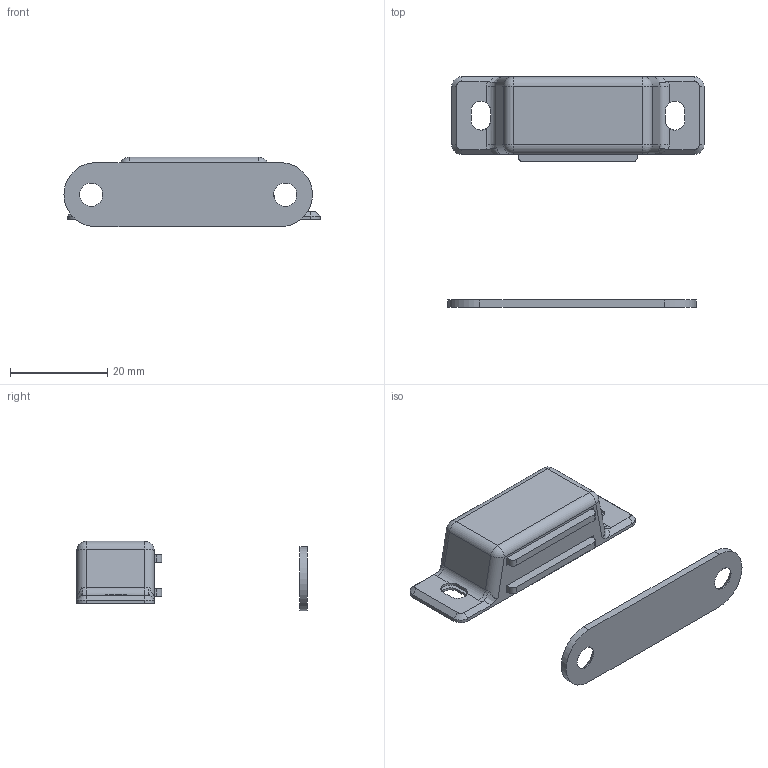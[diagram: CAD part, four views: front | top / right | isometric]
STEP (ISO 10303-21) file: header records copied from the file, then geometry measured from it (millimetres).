
FILE_DESCRIPTION(/* description */ (''),/* implementation_level */ '2;1');
FILE_NAME(/* name */ 'DR_B-MS40.stp',/* time_stamp */ '2024-07-03T14:55:59+09:00',/* author */ ('user'),/* organization */ (''),/* preprocessor_version */ 'ST-DEVELOPER v15.6',/* originating_system */ 'Autodesk Inventor 2015',/* authorisation */ '');
FILE_SCHEMA (('AUTOMOTIVE_DESIGN { 1 0 10303 214 3 1 1 }'));
Length unit declared in the file: millimetre
Products named in the file (3): B-MS40; DR_B-MS40 아대; DR_B-MS40
Bounding box: 52.78 x 47.5 x 14.3 mm (x, y, z)
Volume: 4783.4 mm3; surface area: 9629.3 mm2
Topology: 7 solids, 7 shells, 193 faces, 492 edges, 312 vertices
Faces by surface type: plane 95, cylinder 60, bspline 20, cone 10, sphere 8
Full cylindrical faces by diameter (mm): 4.8 x2
Entity records: 6456 total; most frequent: CARTESIAN_POINT 1720, ORIENTED_EDGE 972, DIRECTION 952, EDGE_CURVE 486, AXIS2_PLACEMENT_3D 328, VERTEX_POINT 310, LINE 296, VECTOR 296
